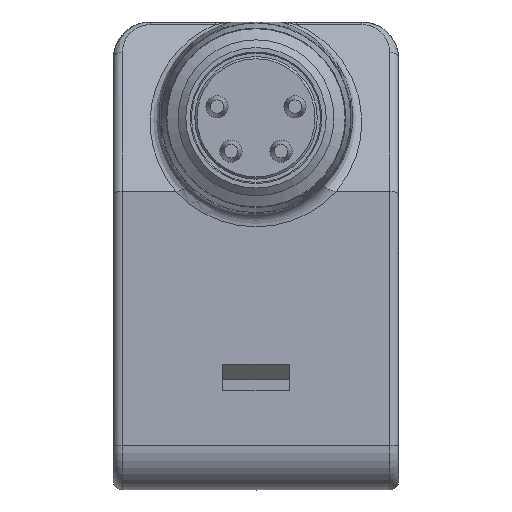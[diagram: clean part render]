
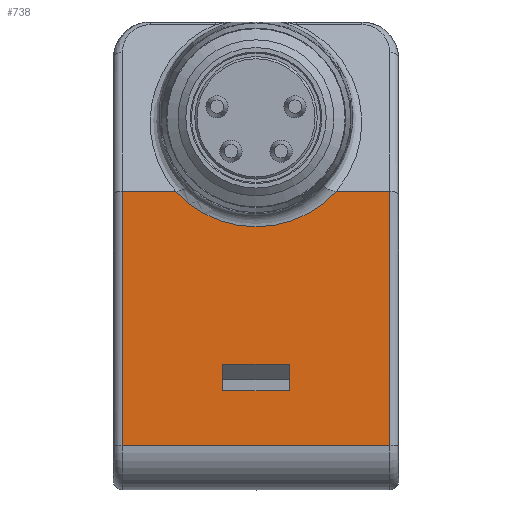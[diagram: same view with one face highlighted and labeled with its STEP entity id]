
A CAD part, left-side view. The second image highlights one B-rep face of the part: STEP entity #738.
In plain terms, the highlighted planar face has unit normal (-1, 0, 0).
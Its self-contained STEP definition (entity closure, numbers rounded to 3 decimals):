
#738 = ADVANCED_FACE( '', ( #1459, #1460 ), #1461, .F. );
#1459 = FACE_BOUND( '', #2404, .T. );
#1460 = FACE_OUTER_BOUND( '', #2405, .T. );
#1461 = PLANE( '', #2406 );
#2404 = EDGE_LOOP( '', ( #4324, #4325, #4326, #4327 ) );
#2405 = EDGE_LOOP( '', ( #4328, #4329, #4330, #4331, #4332, #4333 ) );
#2406 = AXIS2_PLACEMENT_3D( '', #4334, #4335, #4336 );
#4324 = ORIENTED_EDGE( '', *, *, #5133, .F. );
#4325 = ORIENTED_EDGE( '', *, *, #5455, .F. );
#4326 = ORIENTED_EDGE( '', *, *, #5283, .F. );
#4327 = ORIENTED_EDGE( '', *, *, #5580, .T. );
#4328 = ORIENTED_EDGE( '', *, *, #5581, .T. );
#4329 = ORIENTED_EDGE( '', *, *, #5582, .T. );
#4330 = ORIENTED_EDGE( '', *, *, #5343, .F. );
#4331 = ORIENTED_EDGE( '', *, *, #5583, .T. );
#4332 = ORIENTED_EDGE( '', *, *, #5123, .T. );
#4333 = ORIENTED_EDGE( '', *, *, #5584, .T. );
#4334 = CARTESIAN_POINT( '', ( -15.6, 2., 20. ) );
#4335 = DIRECTION( '', ( 1., 0., 0. ) );
#4336 = DIRECTION( '', ( 0., 0., -1. ) );
#5123 = EDGE_CURVE( '', #5891, #5924, #5926, .F. );
#5133 = EDGE_CURVE( '', #5938, #5941, #5942, .T. );
#5283 = EDGE_CURVE( '', #6184, #6180, #6186, .T. );
#5343 = EDGE_CURVE( '', #6276, #6277, #6278, .T. );
#5455 = EDGE_CURVE( '', #6180, #5938, #6450, .T. );
#5580 = EDGE_CURVE( '', #6184, #5941, #6609, .T. );
#5581 = EDGE_CURVE( '', #5978, #6610, #6611, .T. );
#5582 = EDGE_CURVE( '', #6610, #6277, #6612, .T. );
#5583 = EDGE_CURVE( '', #6276, #5891, #6613, .F. );
#5584 = EDGE_CURVE( '', #5924, #5978, #6614, .T. );
#5891 = VERTEX_POINT( '', #7154 );
#5924 = VERTEX_POINT( '', #7196 );
#5926 = LINE( '', #7198, #7199 );
#5938 = VERTEX_POINT( '', #7215 );
#5941 = VERTEX_POINT( '', #7219 );
#5942 = LINE( '', #7220, #7221 );
#5978 = VERTEX_POINT( '', #7269 );
#6180 = VERTEX_POINT( '', #7541 );
#6184 = VERTEX_POINT( '', #7547 );
#6186 = LINE( '', #7550, #7551 );
#6276 = VERTEX_POINT( '', #7668 );
#6277 = VERTEX_POINT( '', #7669 );
#6278 = LINE( '', #7670, #7671 );
#6450 = LINE( '', #8048, #8049 );
#6609 = LINE( '', #8272, #8273 );
#6610 = VERTEX_POINT( '', #8274 );
#6611 = LINE( '', #8275, #8276 );
#6612 = CIRCLE( '', #8277, 4.89 );
#6613 = LINE( '', #8278, #8279 );
#6614 = LINE( '', #8280, #8281 );
#7154 = CARTESIAN_POINT( '', ( -15.6, 6., 1. ) );
#7196 = CARTESIAN_POINT( '', ( -15.6, -6., 1. ) );
#7198 = CARTESIAN_POINT( '', ( -15.6, 2., 1. ) );
#7199 = VECTOR( '', #8837, 1000. );
#7215 = CARTESIAN_POINT( '', ( -15.6, -1.5, 4.63 ) );
#7219 = CARTESIAN_POINT( '', ( -15.6, 1.5, 4.63 ) );
#7220 = CARTESIAN_POINT( '', ( -15.6, 2., 4.63 ) );
#7221 = VECTOR( '', #8846, 1000. );
#7269 = CARTESIAN_POINT( '', ( -15.6, -6., 12.407 ) );
#7541 = CARTESIAN_POINT( '', ( -15.6, -1.5, 3.45 ) );
#7547 = CARTESIAN_POINT( '', ( -15.6, 1.5, 3.45 ) );
#7550 = CARTESIAN_POINT( '', ( -15.6, 2., 3.45 ) );
#7551 = VECTOR( '', #9043, 1000. );
#7668 = CARTESIAN_POINT( '', ( -15.6, 6., 12.407 ) );
#7669 = CARTESIAN_POINT( '', ( -15.6, 3.614, 12.407 ) );
#7670 = CARTESIAN_POINT( '', ( -15.6, 2., 12.407 ) );
#7671 = VECTOR( '', #9116, 1000. );
#8048 = CARTESIAN_POINT( '', ( -15.6, -1.5, 3.45 ) );
#8049 = VECTOR( '', #9247, 1000. );
#8272 = CARTESIAN_POINT( '', ( -15.6, 1.5, 3.45 ) );
#8273 = VECTOR( '', #9388, 1000. );
#8274 = CARTESIAN_POINT( '', ( -15.6, -3.614, 12.407 ) );
#8275 = CARTESIAN_POINT( '', ( -15.6, -32.067, 12.407 ) );
#8276 = VECTOR( '', #9389, 1000. );
#8277 = AXIS2_PLACEMENT_3D( '', #9390, #9391, #9392 );
#8278 = CARTESIAN_POINT( '', ( -15.6, 6., 1. ) );
#8279 = VECTOR( '', #9393, 1000. );
#8280 = CARTESIAN_POINT( '', ( -15.6, -6., 12.407 ) );
#8281 = VECTOR( '', #9394, 1000. );
#8837 = DIRECTION( '', ( 0., 1., 0. ) );
#8846 = DIRECTION( '', ( 0., 1., 0. ) );
#9043 = DIRECTION( '', ( 0., -1., 0. ) );
#9116 = DIRECTION( '', ( 0., -1., 0. ) );
#9247 = DIRECTION( '', ( 0., 0., 1. ) );
#9388 = DIRECTION( '', ( 0., 0., 1. ) );
#9389 = DIRECTION( '', ( 0., 1., 0. ) );
#9390 = CARTESIAN_POINT( '', ( -15.6, 0., 15.7 ) );
#9391 = DIRECTION( '', ( 1., 0., 0. ) );
#9392 = DIRECTION( '', ( 0., 0., -1. ) );
#9393 = DIRECTION( '', ( 0., 0., 1. ) );
#9394 = DIRECTION( '', ( 0., 0., 1. ) );
